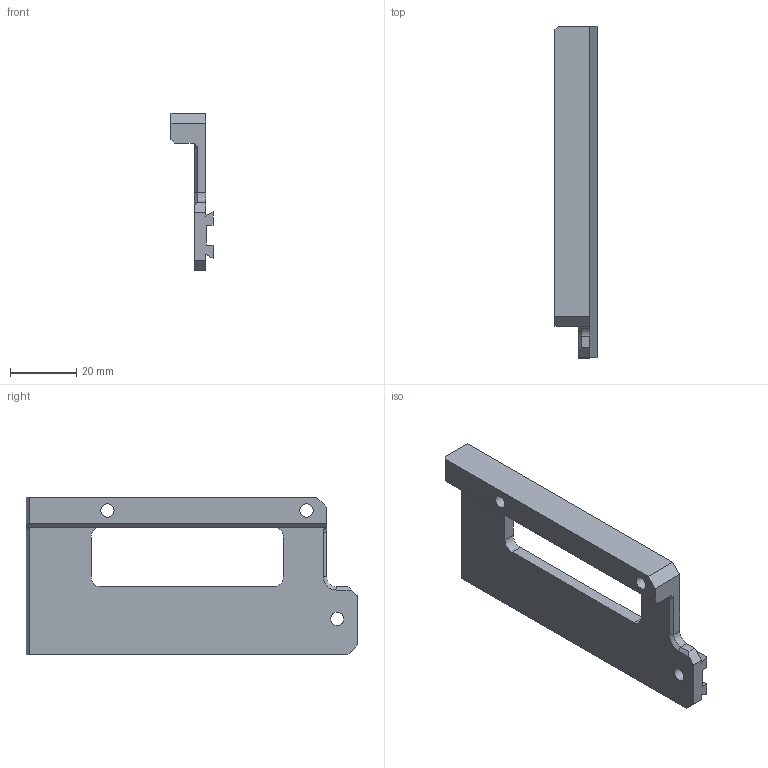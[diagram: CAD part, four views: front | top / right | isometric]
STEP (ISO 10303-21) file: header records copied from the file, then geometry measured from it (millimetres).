
FILE_DESCRIPTION(/* description */ ('FreeCAD Model'),/* implementation_level */ '2;1');
FILE_NAME(/* name */ '54370C3927Corps_ideal.step',/* time_stamp */ '2024-08-18T22:47:07+02:00',/* author */ (''),/* organization */ (''),/* preprocessor_version */ 'ST-DEVELOPER v20',/* originating_system */ 'Autodesk Translation Framework v13.14.0.145',/* authorisation */ '');
FILE_SCHEMA (('AUTOMOTIVE_DESIGN { 1 0 10303 214 3 1 1 }'));
Length unit declared in the file: millimetre
Products named in the file (1): Corps
Bounding box: 12.67 x 100 x 47.5 mm (x, y, z)
Volume: 18676.1 mm3; surface area: 11181.9 mm2
Topology: 1 solids, 1 shells, 51 faces, 137 edges, 88 vertices
Faces by surface type: plane 33, cylinder 12, cone 4, torus 2
Full cylindrical faces by diameter (mm): 4 x3, 6.5 x2
Entity records: 1704 total; most frequent: CARTESIAN_POINT 302, ORIENTED_EDGE 276, DIRECTION 269, EDGE_CURVE 138, LINE 103, VECTOR 103, VERTEX_POINT 90, AXIS2_PLACEMENT_3D 83
